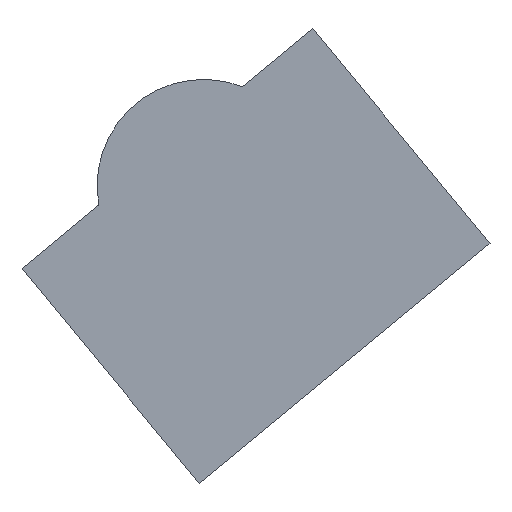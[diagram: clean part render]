
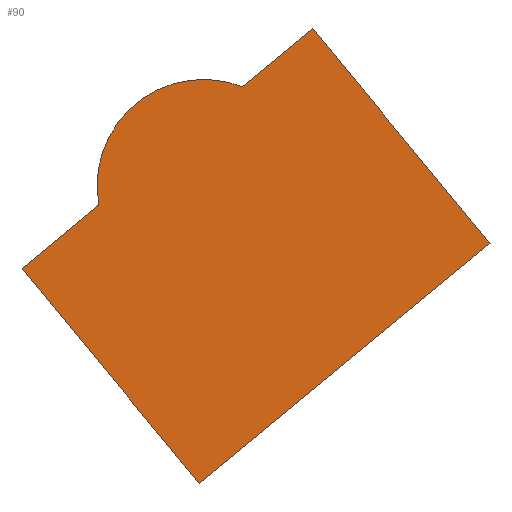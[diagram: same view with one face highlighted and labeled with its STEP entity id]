
A CAD part, front view. The second image highlights one B-rep face of the part: STEP entity #90.
In plain terms, the highlighted planar face has unit normal (0, -1, 0).
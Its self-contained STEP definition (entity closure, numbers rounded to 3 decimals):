
#14 = VECTOR ( 'NONE', #225, 1000. ) ;
#16 = AXIS2_PLACEMENT_3D ( 'NONE', #236, #237, #238 ) ;
#17 = VECTOR ( 'NONE', #219, 1000. ) ;
#23 = VECTOR ( 'NONE', #201, 1000. ) ;
#26 = AXIS2_PLACEMENT_3D ( 'NONE', #189, #190, #191 ) ;
#37 = VECTOR ( 'NONE', #228, 1000. ) ;
#40 = FACE_OUTER_BOUND ( 'NONE', #169, .T. ) ;
#49 = VECTOR ( 'NONE', #178, 1000. ) ;
#70 = EDGE_CURVE ( 'NONE', #153, #156, #176, .T. ) ;
#74 = EDGE_CURVE ( 'NONE', #154, #157, #95, .T. ) ;
#77 = EDGE_CURVE ( 'NONE', #156, #154, #199, .T. ) ;
#83 = EDGE_CURVE ( 'NONE', #157, #152, #217, .T. ) ;
#86 = EDGE_CURVE ( 'NONE', #152, #160, #223, .T. ) ;
#87 = EDGE_CURVE ( 'NONE', #160, #153, #226, .T. ) ;
#90 = ADVANCED_FACE ( 'NONE', ( #40 ), #235, .F. ) ;
#95 = CIRCLE ( 'NONE', #26, 12.257 ) ;
#144 = ORIENTED_EDGE ( 'NONE', *, *, #83, .F. ) ;
#145 = ORIENTED_EDGE ( 'NONE', *, *, #70, .F. ) ;
#146 = ORIENTED_EDGE ( 'NONE', *, *, #87, .F. ) ;
#147 = ORIENTED_EDGE ( 'NONE', *, *, #86, .F. ) ;
#148 = ORIENTED_EDGE ( 'NONE', *, *, #74, .F. ) ;
#149 = ORIENTED_EDGE ( 'NONE', *, *, #77, .F. ) ;
#152 = VERTEX_POINT ( 'NONE', #257 ) ;
#153 = VERTEX_POINT ( 'NONE', #258 ) ;
#154 = VERTEX_POINT ( 'NONE', #259 ) ;
#156 = VERTEX_POINT ( 'NONE', #261 ) ;
#157 = VERTEX_POINT ( 'NONE', #262 ) ;
#160 = VERTEX_POINT ( 'NONE', #265 ) ;
#169 = EDGE_LOOP ( 'NONE', ( #145, #146, #147, #144, #148, #149 ) ) ;
#176 = LINE ( 'NONE', #177, #49 ) ;
#177 = CARTESIAN_POINT ( 'NONE',  ( -33.47, 0., 3.807 ) ) ;
#178 = DIRECTION ( 'NONE',  ( -0.636, 0., 0.772 ) ) ;
#189 = CARTESIAN_POINT ( 'NONE',  ( -12.569, 0., 13.309 ) ) ;
#190 = DIRECTION ( 'NONE',  ( 0., 1., 0. ) ) ;
#191 = DIRECTION ( 'NONE',  ( 0., 0., 1. ) ) ;
#199 = LINE ( 'NONE', #200, #23 ) ;
#200 = CARTESIAN_POINT ( 'NONE',  ( -33.47, 0., 3.807 ) ) ;
#201 = DIRECTION ( 'NONE',  ( 0.772, 0., 0.636 ) ) ;
#217 = LINE ( 'NONE', #218, #17 ) ;
#218 = CARTESIAN_POINT ( 'NONE',  ( -8.106, 0., 24.724 ) ) ;
#219 = DIRECTION ( 'NONE',  ( 0.772, 0., 0.636 ) ) ;
#223 = LINE ( 'NONE', #224, #14 ) ;
#224 = CARTESIAN_POINT ( 'NONE',  ( 0., 0., 31.408 ) ) ;
#225 = DIRECTION ( 'NONE',  ( 0.636, 0., -0.772 ) ) ;
#226 = LINE ( 'NONE', #227, #37 ) ;
#227 = CARTESIAN_POINT ( 'NONE',  ( -13.079, 0., -20.921 ) ) ;
#228 = DIRECTION ( 'NONE',  ( -0.772, 0., -0.636 ) ) ;
#235 = PLANE ( 'NONE',  #16 ) ;
#236 = CARTESIAN_POINT ( 'NONE',  ( -12.569, 0., 13.309 ) ) ;
#237 = DIRECTION ( 'NONE',  ( 0., 1., 0. ) ) ;
#238 = DIRECTION ( 'NONE',  ( 0., 0., 1. ) ) ;
#257 = CARTESIAN_POINT ( 'NONE',  ( 0., 0., 31.408 ) ) ;
#258 = CARTESIAN_POINT ( 'NONE',  ( -13.079, 0., -20.921 ) ) ;
#259 = CARTESIAN_POINT ( 'NONE',  ( -24.625, 0., 11.101 ) ) ;
#261 = CARTESIAN_POINT ( 'NONE',  ( -33.47, 0., 3.807 ) ) ;
#262 = CARTESIAN_POINT ( 'NONE',  ( -8.106, 0., 24.724 ) ) ;
#265 = CARTESIAN_POINT ( 'NONE',  ( 20.392, 0., 6.68 ) ) ;
